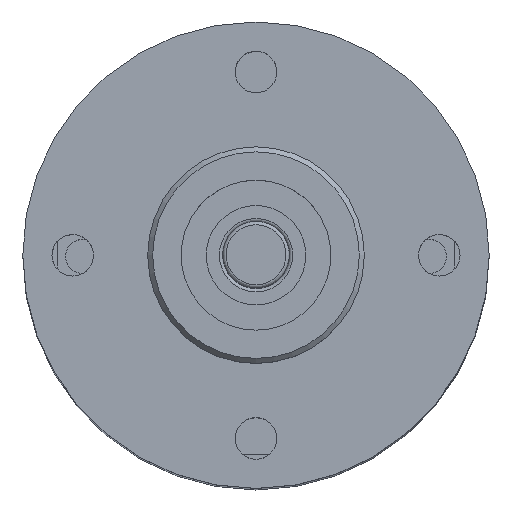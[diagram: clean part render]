
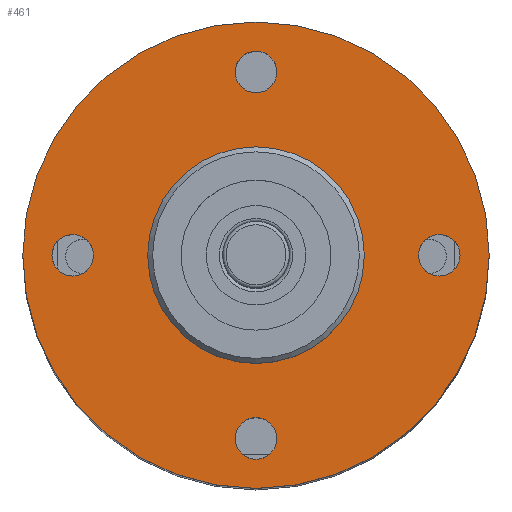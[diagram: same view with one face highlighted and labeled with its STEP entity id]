
A CAD part, top view. The second image highlights one B-rep face of the part: STEP entity #461.
In plain terms, the highlighted planar face has unit normal (0, 0, 1).
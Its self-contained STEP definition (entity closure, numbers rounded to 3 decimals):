
#6 = ORIENTED_EDGE ( 'NONE', *, *, #2536, .F. ) ;
#12 = DIRECTION ( 'NONE',  ( 0., 0., 1. ) ) ;
#64 = CARTESIAN_POINT ( 'NONE',  ( 14., 0., 9. ) ) ;
#268 = CARTESIAN_POINT ( 'NONE',  ( -11., 0., 9. ) ) ;
#319 = EDGE_LOOP ( 'NONE', ( #2739 ) ) ;
#391 = PLANE ( 'NONE',  #1027 ) ;
#426 = CARTESIAN_POINT ( 'NONE',  ( 0., 0., 9. ) ) ;
#461 = ADVANCED_FACE ( 'NONE', ( #739, #2683, #4562, #2704, #3053, #1600 ), #391, .T. ) ;
#491 = AXIS2_PLACEMENT_3D ( 'NONE', #268, #1771, #641 ) ;
#536 = VERTEX_POINT ( 'NONE', #848 ) ;
#547 = CIRCLE ( 'NONE', #4051, 14. ) ;
#549 = DIRECTION ( 'NONE',  ( 1., 0., 0. ) ) ;
#610 = EDGE_LOOP ( 'NONE', ( #6 ) ) ;
#641 = DIRECTION ( 'NONE',  ( 1., 0., 0. ) ) ;
#652 = VERTEX_POINT ( 'NONE', #3635 ) ;
#739 = FACE_BOUND ( 'NONE', #844, .T. ) ;
#765 = DIRECTION ( 'NONE',  ( 0., 0., 1. ) ) ;
#844 = EDGE_LOOP ( 'NONE', ( #4805 ) ) ;
#848 = CARTESIAN_POINT ( 'NONE',  ( 1.25, 11., 9. ) ) ;
#894 = CIRCLE ( 'NONE', #491, 1.25 ) ;
#941 = VERTEX_POINT ( 'NONE', #4691 ) ;
#983 = AXIS2_PLACEMENT_3D ( 'NONE', #2036, #3963, #549 ) ;
#1027 = AXIS2_PLACEMENT_3D ( 'NONE', #1941, #765, #3773 ) ;
#1045 = EDGE_CURVE ( 'NONE', #1201, #1201, #547, .T. ) ;
#1201 = VERTEX_POINT ( 'NONE', #64 ) ;
#1277 = AXIS2_PLACEMENT_3D ( 'NONE', #3637, #1733, #3270 ) ;
#1440 = DIRECTION ( 'NONE',  ( 1., 0., 0. ) ) ;
#1523 = AXIS2_PLACEMENT_3D ( 'NONE', #426, #12, #3806 ) ;
#1600 = FACE_OUTER_BOUND ( 'NONE', #3507, .T. ) ;
#1610 = CARTESIAN_POINT ( 'NONE',  ( 0., 0., 9. ) ) ;
#1618 = VERTEX_POINT ( 'NONE', #3883 ) ;
#1648 = EDGE_CURVE ( 'NONE', #1618, #1618, #4152, .T. ) ;
#1733 = DIRECTION ( 'NONE',  ( 0., 0., 1. ) ) ;
#1771 = DIRECTION ( 'NONE',  ( 0., 0., 1. ) ) ;
#1941 = CARTESIAN_POINT ( 'NONE',  ( 0., 0., 9. ) ) ;
#1949 = EDGE_CURVE ( 'NONE', #3714, #3714, #3110, .T. ) ;
#1951 = DIRECTION ( 'NONE',  ( 0., 0., 1. ) ) ;
#1974 = EDGE_LOOP ( 'NONE', ( #2887 ) ) ;
#2023 = ORIENTED_EDGE ( 'NONE', *, *, #1045, .T. ) ;
#2036 = CARTESIAN_POINT ( 'NONE',  ( 0., 11., 9. ) ) ;
#2256 = CIRCLE ( 'NONE', #4583, 1.25 ) ;
#2461 = DIRECTION ( 'NONE',  ( 0., 0., 1. ) ) ;
#2536 = EDGE_CURVE ( 'NONE', #652, #652, #894, .T. ) ;
#2683 = FACE_BOUND ( 'NONE', #319, .T. ) ;
#2704 = FACE_BOUND ( 'NONE', #4099, .T. ) ;
#2739 = ORIENTED_EDGE ( 'NONE', *, *, #4367, .F. ) ;
#2887 = ORIENTED_EDGE ( 'NONE', *, *, #1949, .F. ) ;
#3053 = FACE_BOUND ( 'NONE', #1974, .T. ) ;
#3064 = DIRECTION ( 'NONE',  ( 1., 0., 0. ) ) ;
#3110 = CIRCLE ( 'NONE', #1523, 6.5 ) ;
#3134 = CIRCLE ( 'NONE', #983, 1.25 ) ;
#3270 = DIRECTION ( 'NONE',  ( 1., 0., 0. ) ) ;
#3507 = EDGE_LOOP ( 'NONE', ( #2023 ) ) ;
#3632 = CARTESIAN_POINT ( 'NONE',  ( 0., -11., 9. ) ) ;
#3635 = CARTESIAN_POINT ( 'NONE',  ( -9.75, 0., 9. ) ) ;
#3637 = CARTESIAN_POINT ( 'NONE',  ( 11., 0., 9. ) ) ;
#3714 = VERTEX_POINT ( 'NONE', #4084 ) ;
#3773 = DIRECTION ( 'NONE',  ( 1., 0., 0. ) ) ;
#3806 = DIRECTION ( 'NONE',  ( 1., 0., 0. ) ) ;
#3883 = CARTESIAN_POINT ( 'NONE',  ( 12.25, 0., 9. ) ) ;
#3963 = DIRECTION ( 'NONE',  ( 0., 0., 1. ) ) ;
#4051 = AXIS2_PLACEMENT_3D ( 'NONE', #1610, #1951, #3064 ) ;
#4084 = CARTESIAN_POINT ( 'NONE',  ( 6.5, 0., 9. ) ) ;
#4099 = EDGE_LOOP ( 'NONE', ( #4889 ) ) ;
#4152 = CIRCLE ( 'NONE', #1277, 1.25 ) ;
#4367 = EDGE_CURVE ( 'NONE', #941, #941, #2256, .T. ) ;
#4562 = FACE_BOUND ( 'NONE', #610, .T. ) ;
#4583 = AXIS2_PLACEMENT_3D ( 'NONE', #3632, #2461, #1440 ) ;
#4679 = EDGE_CURVE ( 'NONE', #536, #536, #3134, .T. ) ;
#4691 = CARTESIAN_POINT ( 'NONE',  ( 1.25, -11., 9. ) ) ;
#4805 = ORIENTED_EDGE ( 'NONE', *, *, #1648, .F. ) ;
#4889 = ORIENTED_EDGE ( 'NONE', *, *, #4679, .F. ) ;
